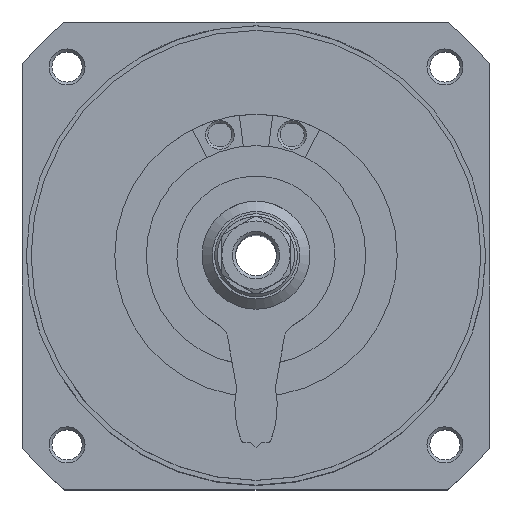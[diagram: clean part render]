
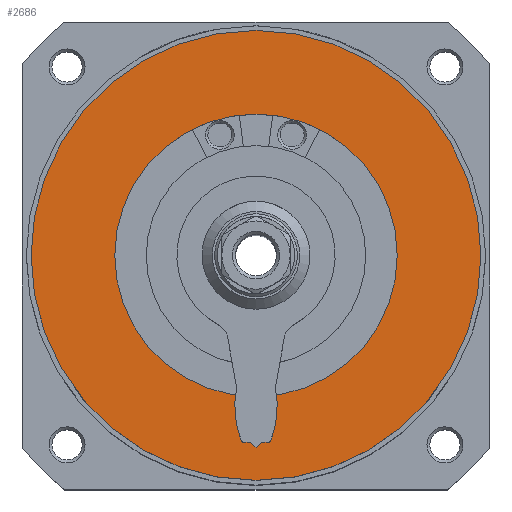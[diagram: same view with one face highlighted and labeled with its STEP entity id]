
A CAD part, top view. The second image highlights one B-rep face of the part: STEP entity #2686.
In plain terms, the highlighted face is planar.
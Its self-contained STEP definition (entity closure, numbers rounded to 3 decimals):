
#118=PLANE('',#2964);
#520=ORIENTED_EDGE('',*,*,#1142,.F.);
#521=ORIENTED_EDGE('',*,*,#1143,.T.);
#1142=EDGE_CURVE('',#1465,#1465,#1721,.T.);
#1143=EDGE_CURVE('',#1466,#1466,#1722,.T.);
#1465=VERTEX_POINT('',#4412);
#1466=VERTEX_POINT('',#4414);
#1721=CIRCLE('',#2965,62.5);
#1722=CIRCLE('',#2966,39.25);
#1943=EDGE_LOOP('',(#520));
#1944=EDGE_LOOP('',(#521));
#2294=FACE_BOUND('',#1943,.T.);
#2295=FACE_BOUND('',#1944,.T.);
#2686=ADVANCED_FACE('',(#2294,#2295),#118,.F.);
#2964=AXIS2_PLACEMENT_3D('',#4410,#3459,#3460);
#2965=AXIS2_PLACEMENT_3D('',#4411,#3461,#3462);
#2966=AXIS2_PLACEMENT_3D('',#4413,#3463,#3464);
#3459=DIRECTION('',(1.,0.,0.));
#3460=DIRECTION('',(0.,0.,-1.));
#3461=DIRECTION('',(1.,0.,0.));
#3462=DIRECTION('',(0.,0.,-1.));
#3463=DIRECTION('',(1.,0.,0.));
#3464=DIRECTION('',(0.,0.,-1.));
#4410=CARTESIAN_POINT('',(-114.,0.,0.));
#4411=CARTESIAN_POINT('',(-114.,0.,0.));
#4412=CARTESIAN_POINT('',(-114.,0.,-62.5));
#4413=CARTESIAN_POINT('',(-114.,0.,0.));
#4414=CARTESIAN_POINT('',(-114.,0.,-39.25));
